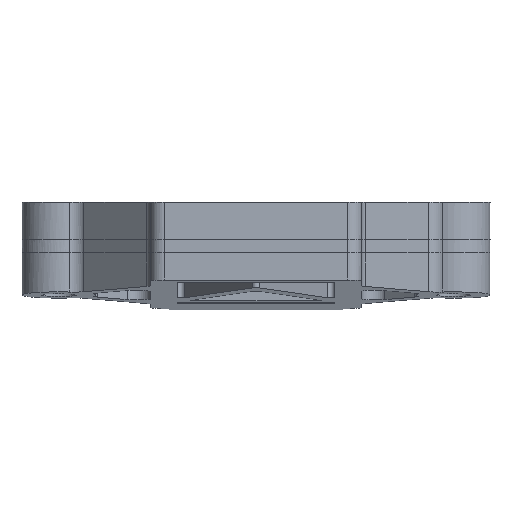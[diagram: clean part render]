
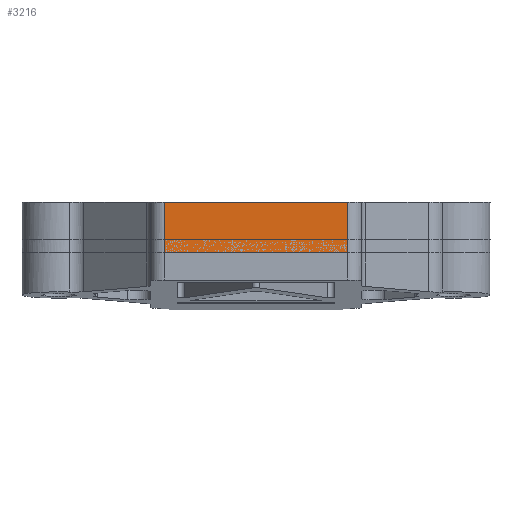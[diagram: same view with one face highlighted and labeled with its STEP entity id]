
A CAD part, front view. The second image highlights one B-rep face of the part: STEP entity #3216.
In plain terms, the highlighted planar face has unit normal (0, -1, 0).
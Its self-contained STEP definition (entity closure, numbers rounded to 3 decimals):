
#59=PLANE('',#3439);
#156=FACE_OUTER_BOUND('',#333,.T.);
#333=EDGE_LOOP('',(#2261,#2262,#2263,#2264));
#611=LINE('',#4805,#937);
#612=LINE('',#4809,#938);
#641=LINE('',#4925,#967);
#642=LINE('',#4926,#968);
#937=VECTOR('',#3798,10.);
#938=VECTOR('',#3803,10.);
#967=VECTOR('',#3896,10.);
#968=VECTOR('',#3897,10.);
#1359=VERTEX_POINT('',#4802);
#1360=VERTEX_POINT('',#4804);
#1361=VERTEX_POINT('',#4808);
#1416=VERTEX_POINT('',#4924);
#1690=EDGE_CURVE('',#1359,#1360,#611,.T.);
#1692=EDGE_CURVE('',#1361,#1360,#612,.T.);
#1752=EDGE_CURVE('',#1416,#1359,#641,.T.);
#1753=EDGE_CURVE('',#1361,#1416,#642,.T.);
#2261=ORIENTED_EDGE('',*,*,#1690,.F.);
#2262=ORIENTED_EDGE('',*,*,#1752,.F.);
#2263=ORIENTED_EDGE('',*,*,#1753,.F.);
#2264=ORIENTED_EDGE('',*,*,#1692,.T.);
#3216=ADVANCED_FACE('',(#156),#59,.T.);
#3439=AXIS2_PLACEMENT_3D('',#4923,#3894,#3895);
#3798=DIRECTION('',(0.,0.,-1.));
#3803=DIRECTION('',(1.,0.,0.));
#3894=DIRECTION('center_axis',(0.,-1.,0.));
#3895=DIRECTION('ref_axis',(-1.,0.,0.));
#3896=DIRECTION('',(1.,0.,0.));
#3897=DIRECTION('',(0.,0.,1.));
#4802=CARTESIAN_POINT('',(18.3,-32.9,3.3));
#4804=CARTESIAN_POINT('',(18.3,-32.9,-1.81));
#4805=CARTESIAN_POINT('',(18.3,-32.9,0.));
#4808=CARTESIAN_POINT('',(-0.3,-32.9,-1.81));
#4809=CARTESIAN_POINT('',(-0.15,-32.9,-1.81));
#4923=CARTESIAN_POINT('Origin',(19.7,-32.9,0.));
#4924=CARTESIAN_POINT('',(-0.3,-32.9,3.3));
#4925=CARTESIAN_POINT('',(19.7,-32.9,3.3));
#4926=CARTESIAN_POINT('',(-0.3,-32.9,0.));
